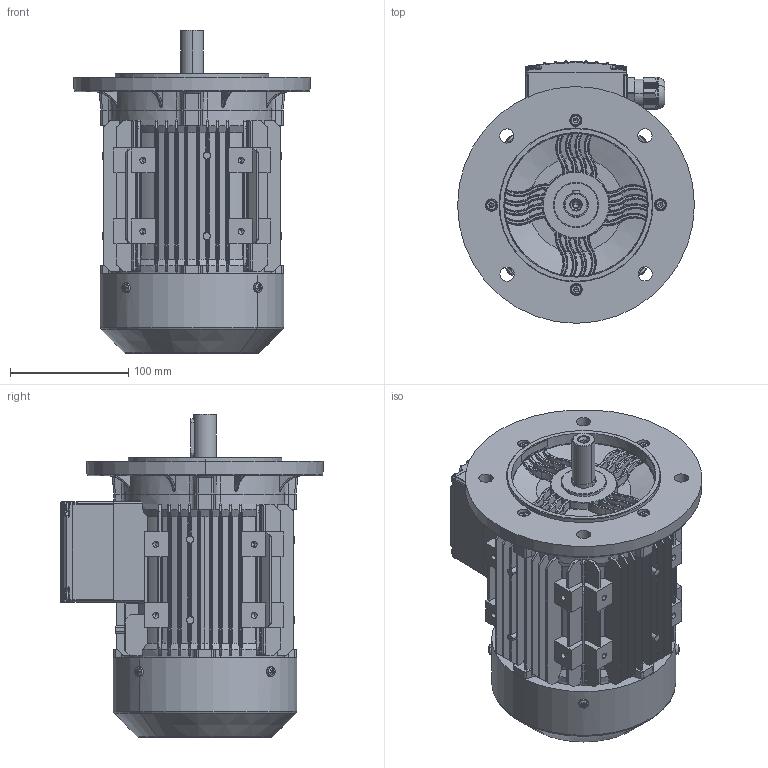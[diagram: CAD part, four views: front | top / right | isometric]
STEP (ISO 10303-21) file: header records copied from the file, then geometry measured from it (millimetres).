
FILE_DESCRIPTION (( 'STEP AP214' ), '1' );
FILE_NAME ('2EC080M2_FA_K1-A.STEP', '2020-06-16T14:18:12', ( '' ), ( '' ), 'SwSTEP 2.0', 'SolidWorks 2019', '' );
FILE_SCHEMA (( 'AUTOMOTIVE_DESIGN' ));
Length unit declared in the file: millimetre
Products named in the file (1): 2EC080M2_FA_K1-A
Bounding box: 200 x 221.92 x 273.5 mm (x, y, z)
Volume: 4161398 mm3; surface area: 339571.1 mm2
Topology: 1 solids, 2 shells, 4260 faces, 10841 edges, 6829 vertices
Faces by surface type: cylinder 1403, plane 1362, cone 618, bspline 430, torus 340, sphere 107
Entity records: 164680 total; most frequent: CARTESIAN_POINT 47214, ORIENTED_EDGE 21500, DIRECTION 20191, EDGE_CURVE 10750, AXIS2_PLACEMENT_3D 7989, VERTEX_POINT 6825, EDGE_LOOP 4599, FACE_OUTER_BOUND 4260
